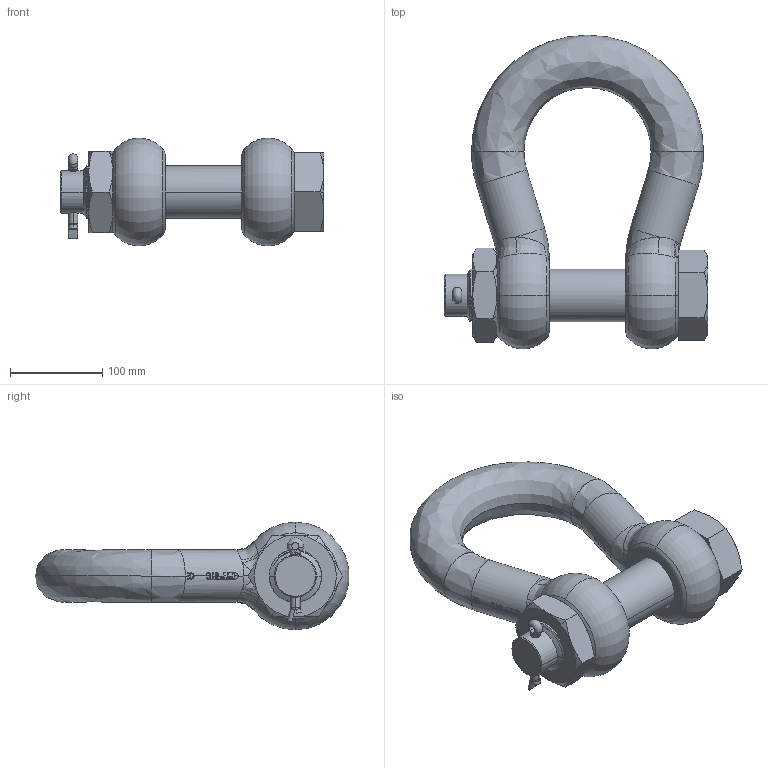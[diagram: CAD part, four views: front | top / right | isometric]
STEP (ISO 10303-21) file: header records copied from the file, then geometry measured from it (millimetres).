
FILE_DESCRIPTION(('STEP AP214'),'1');
FILE_NAME('sughmb57.stp','2017-03-31T06:25:49',('TraceParts'),('TraceParts S.A.'),'Spatial InterOp 3D',' ',' ');
FILE_SCHEMA(('automotive_design'));
Length unit declared in the file: millimetre
Products named in the file (4): sughmb57_1; sughmb57_2; sughmb57_3; sughmb57_4
Bounding box: 286 x 340.57 x 117 mm (x, y, z)
Volume: 2990735.8 mm3; surface area: 265983.3 mm2
Topology: 4 solids, 4 shells, 845 faces, 2532 edges, 1716 vertices
Faces by surface type: bspline 336, plane 327, cylinder 143, cone 28, torus 11
Entity records: 42121 total; most frequent: CARTESIAN_POINT 22732, ORIENTED_EDGE 5044, EDGE_CURVE 2522, DIRECTION 2409, VERTEX_POINT 1716, B_SPLINE_CURVE_WITH_KNOTS 1239, LINE 1077, VECTOR 1077
